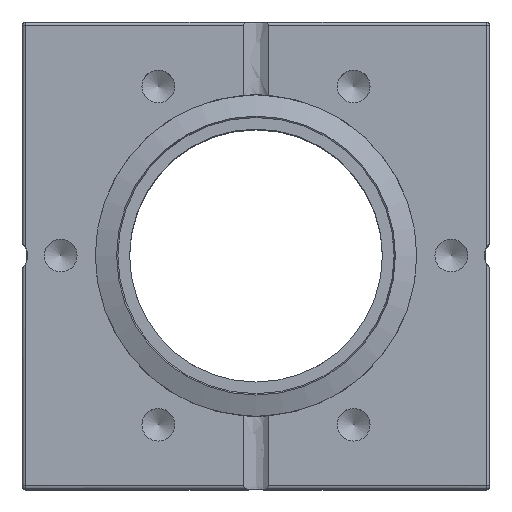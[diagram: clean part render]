
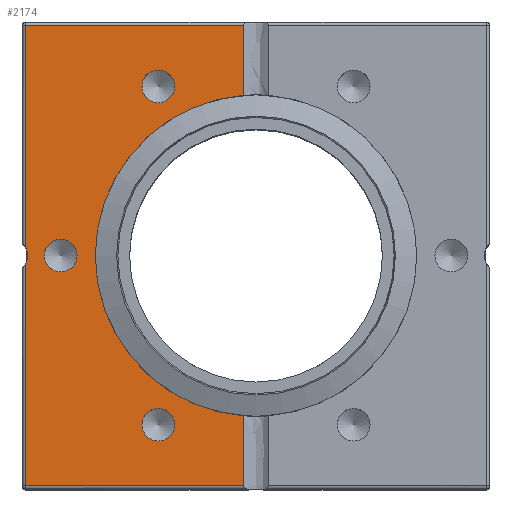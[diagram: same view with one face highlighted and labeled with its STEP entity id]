
A CAD part, top view. The second image highlights one B-rep face of the part: STEP entity #2174.
In plain terms, the highlighted planar face has unit normal (0, 0, 1).
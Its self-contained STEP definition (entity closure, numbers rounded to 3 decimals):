
#1667=CARTESIAN_POINT('',(-34.6,-1.187,35.1));
#1668=VERTEX_POINT('',#1667);
#1688=CARTESIAN_POINT('',(-34.6,1.187,35.1));
#1689=VERTEX_POINT('',#1688);
#1690=CARTESIAN_POINT('',(-36.8,0.0,35.1));
#1691=DIRECTION('',(0.0,0.0,-1.));
#1692=DIRECTION('',(-0.68,0.733,0.0));
#1693=AXIS2_PLACEMENT_3D('',#1690,#1691,#1692);
#1694=CIRCLE('',#1693,2.5);
#1695=EDGE_CURVE('',#1689,#1668,#1694,.T.);
#1728=CARTESIAN_POINT('',(-34.6,34.6,35.1));
#1729=VERTEX_POINT('',#1728);
#1730=CARTESIAN_POINT('',(-34.6,1.187,35.1));
#1731=DIRECTION('',(0.0,1.0,0.0));
#1732=VECTOR('',#1731,33.413);
#1733=LINE('',#1730,#1732);
#1734=EDGE_CURVE('',#1689,#1729,#1733,.T.);
#1775=CARTESIAN_POINT('',(-1.833,24.08,35.1));
#1776=VERTEX_POINT('',#1775);
#1848=CARTESIAN_POINT('',(-1.833,34.6,35.1));
#1849=VERTEX_POINT('',#1848);
#1869=CARTESIAN_POINT('',(-1.833,24.08,35.1));
#1870=DIRECTION('',(0.0,1.0,0.0));
#1871=VECTOR('',#1870,10.52);
#1872=LINE('',#1869,#1871);
#1873=EDGE_CURVE('',#1776,#1849,#1872,.T.);
#1937=CARTESIAN_POINT('',(-1.833,-34.6,35.1));
#1938=VERTEX_POINT('',#1937);
#1996=CARTESIAN_POINT('',(-1.833,-24.08,35.1));
#1997=VERTEX_POINT('',#1996);
#2023=CARTESIAN_POINT('',(-1.833,-34.6,35.1));
#2024=DIRECTION('',(0.0,1.0,0.0));
#2025=VECTOR('',#2024,10.52);
#2026=LINE('',#2023,#2025);
#2027=EDGE_CURVE('',#1938,#1997,#2026,.T.);
#2046=CARTESIAN_POINT('',(-34.6,34.6,35.1));
#2047=DIRECTION('',(1.0,0.0,0.0));
#2048=VECTOR('',#2047,32.767);
#2049=LINE('',#2046,#2048);
#2050=EDGE_CURVE('',#1729,#1849,#2049,.T.);
#2089=CARTESIAN_POINT('',(-34.6,-34.6,35.1));
#2090=VERTEX_POINT('',#2089);
#2091=CARTESIAN_POINT('',(-1.833,-34.6,35.1));
#2092=DIRECTION('',(-1.0,0.0,0.0));
#2093=VECTOR('',#2092,32.767);
#2094=LINE('',#2091,#2093);
#2095=EDGE_CURVE('',#1938,#2090,#2094,.T.);
#2115=CARTESIAN_POINT('',(0.,0.,35.1));
#2116=DIRECTION('',(0.0,0.0,1.0));
#2117=DIRECTION('',(1.0,0.0,0.0));
#2118=AXIS2_PLACEMENT_3D('',#2115,#2116,#2117);
#2119=PLANE('',#2118);
#2120=ORIENTED_EDGE('',*,*,#1695,.T.);
#2121=CARTESIAN_POINT('',(-34.6,-34.6,35.1));
#2122=DIRECTION('',(0.0,1.0,0.0));
#2123=VECTOR('',#2122,33.413);
#2124=LINE('',#2121,#2123);
#2125=EDGE_CURVE('',#2090,#1668,#2124,.T.);
#2126=ORIENTED_EDGE('',*,*,#2125,.F.);
#2127=ORIENTED_EDGE('',*,*,#2095,.F.);
#2128=ORIENTED_EDGE('',*,*,#2027,.T.);
#2129=CARTESIAN_POINT('',(0.0,0.0,35.1));
#2130=DIRECTION('',(0.0,0.0,-1.0));
#2131=DIRECTION('',(1.0,0.0,0.0));
#2132=AXIS2_PLACEMENT_3D('',#2129,#2130,#2131);
#2133=CIRCLE('',#2132,24.15);
#2134=EDGE_CURVE('',#1997,#1776,#2133,.T.);
#2135=ORIENTED_EDGE('',*,*,#2134,.T.);
#2136=ORIENTED_EDGE('',*,*,#1873,.T.);
#2137=ORIENTED_EDGE('',*,*,#2050,.F.);
#2138=ORIENTED_EDGE('',*,*,#1734,.F.);
#2139=EDGE_LOOP('',(#2120,#2126,#2127,#2128,#2135,#2136,#2137,#2138));
#2140=FACE_OUTER_BOUND('',#2139,.T.);
#2141=CARTESIAN_POINT('',(-13.446,-23.289,35.1));
#2142=VERTEX_POINT('',#2141);
#2143=CARTESIAN_POINT('',(-14.675,-25.418,35.1));
#2144=DIRECTION('',(0.0,0.0,-1.));
#2145=DIRECTION('',(0.5,0.866,0.0));
#2146=AXIS2_PLACEMENT_3D('',#2143,#2144,#2145);
#2147=CIRCLE('',#2146,2.459);
#2148=EDGE_CURVE('',#2142,#2142,#2147,.T.);
#2149=ORIENTED_EDGE('',*,*,#2148,.T.);
#2150=EDGE_LOOP('',(#2149));
#2151=FACE_BOUND('',#2150,.T.);
#2152=CARTESIAN_POINT('',(-26.892,0.,35.1));
#2153=VERTEX_POINT('',#2152);
#2154=CARTESIAN_POINT('',(-29.35,0.,35.1));
#2155=DIRECTION('',(0.0,0.0,-1.0));
#2156=DIRECTION('',(1.0,0.0,0.0));
#2157=AXIS2_PLACEMENT_3D('',#2154,#2155,#2156);
#2158=CIRCLE('',#2157,2.459);
#2159=EDGE_CURVE('',#2153,#2153,#2158,.T.);
#2160=ORIENTED_EDGE('',*,*,#2159,.T.);
#2161=EDGE_LOOP('',(#2160));
#2162=FACE_BOUND('',#2161,.T.);
#2163=CARTESIAN_POINT('',(-13.446,23.289,35.1));
#2164=VERTEX_POINT('',#2163);
#2165=CARTESIAN_POINT('',(-14.675,25.418,35.1));
#2166=DIRECTION('',(0.0,0.0,-1.0));
#2167=DIRECTION('',(0.5,-0.866,0.0));
#2168=AXIS2_PLACEMENT_3D('',#2165,#2166,#2167);
#2169=CIRCLE('',#2168,2.459);
#2170=EDGE_CURVE('',#2164,#2164,#2169,.T.);
#2171=ORIENTED_EDGE('',*,*,#2170,.T.);
#2172=EDGE_LOOP('',(#2171));
#2173=FACE_BOUND('',#2172,.T.);
#2174=ADVANCED_FACE('',(#2140,#2151,#2162,#2173),#2119,.T.);
